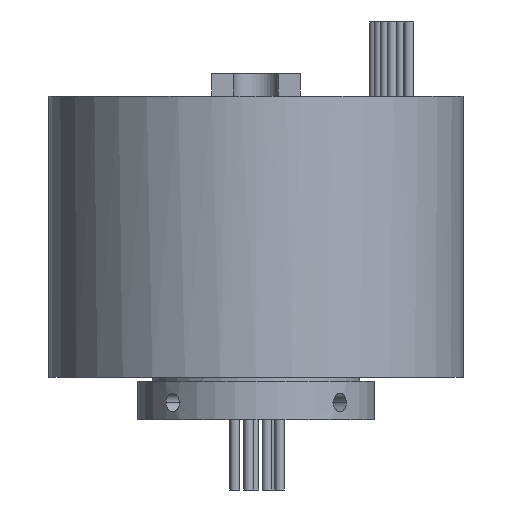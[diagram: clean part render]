
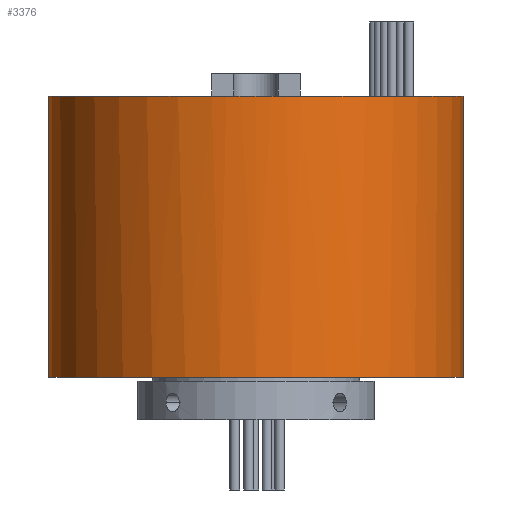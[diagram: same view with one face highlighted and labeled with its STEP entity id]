
A CAD part, front view. The second image highlights one B-rep face of the part: STEP entity #3376.
In plain terms, the highlighted cylindrical face has radius 28 mm (diameter 56 mm), a partial arc.
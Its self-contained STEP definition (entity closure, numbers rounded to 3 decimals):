
#6 = CIRCLE ( 'NONE', #2221, 28. ) ;
#14 = VECTOR ( 'NONE', #4226, 1000. ) ;
#204 = EDGE_LOOP ( 'NONE', ( #4105, #603, #869, #1410, #605, #2859, #1983 ) ) ;
#397 = EDGE_CURVE ( 'NONE', #1515, #2760, #1438, .T. ) ;
#401 = DIRECTION ( 'NONE',  ( 0., 0., 1. ) ) ;
#462 = CARTESIAN_POINT ( 'NONE',  ( -28., 0., 5.7 ) ) ;
#493 = DIRECTION ( 'NONE',  ( 0., 0., 1. ) ) ;
#538 = AXIS2_PLACEMENT_3D ( 'NONE', #1942, #4444, #2298 ) ;
#603 = ORIENTED_EDGE ( 'NONE', *, *, #682, .F. ) ;
#605 = ORIENTED_EDGE ( 'NONE', *, *, #2318, .F. ) ;
#637 = CARTESIAN_POINT ( 'NONE',  ( -28., 0., 43.7 ) ) ;
#682 = EDGE_CURVE ( 'NONE', #1853, #1515, #3683, .T. ) ;
#775 = DIRECTION ( 'NONE',  ( -1., 0., 0. ) ) ;
#851 = AXIS2_PLACEMENT_3D ( 'NONE', #3690, #1550, #4042 ) ;
#858 = VERTEX_POINT ( 'NONE', #4211 ) ;
#869 = ORIENTED_EDGE ( 'NONE', *, *, #2127, .F. ) ;
#895 = LINE ( 'NONE', #637, #14 ) ;
#1175 = VERTEX_POINT ( 'NONE', #462 ) ;
#1410 = ORIENTED_EDGE ( 'NONE', *, *, #2158, .F. ) ;
#1438 = LINE ( 'NONE', #1658, #4413 ) ;
#1490 = CARTESIAN_POINT ( 'NONE',  ( 0., 0., 43.7 ) ) ;
#1515 = VERTEX_POINT ( 'NONE', #3669 ) ;
#1547 = DIRECTION ( 'NONE',  ( 0., 0., -1. ) ) ;
#1550 = DIRECTION ( 'NONE',  ( 0., 0., 1. ) ) ;
#1658 = CARTESIAN_POINT ( 'NONE',  ( 28., 0., 43.7 ) ) ;
#1670 = DIRECTION ( 'NONE',  ( 0., 0., -1. ) ) ;
#1767 = CYLINDRICAL_SURFACE ( 'NONE', #2252, 28. ) ;
#1852 = DIRECTION ( 'NONE',  ( 1., 0., 0. ) ) ;
#1853 = VERTEX_POINT ( 'NONE', #4437 ) ;
#1942 = CARTESIAN_POINT ( 'NONE',  ( 0., 0., 43.7 ) ) ;
#1964 = CIRCLE ( 'NONE', #3447, 28. ) ;
#1983 = ORIENTED_EDGE ( 'NONE', *, *, #2328, .T. ) ;
#2018 = VERTEX_POINT ( 'NONE', #2892 ) ;
#2127 = EDGE_CURVE ( 'NONE', #2413, #1853, #3156, .T. ) ;
#2158 = EDGE_CURVE ( 'NONE', #2018, #2413, #2515, .T. ) ;
#2221 = AXIS2_PLACEMENT_3D ( 'NONE', #2569, #401, #2935 ) ;
#2252 = AXIS2_PLACEMENT_3D ( 'NONE', #2971, #1547, #775 ) ;
#2298 = DIRECTION ( 'NONE',  ( 1., 0., 0. ) ) ;
#2318 = EDGE_CURVE ( 'NONE', #858, #2018, #1964, .T. ) ;
#2328 = EDGE_CURVE ( 'NONE', #1175, #2760, #6, .T. ) ;
#2413 = VERTEX_POINT ( 'NONE', #2969 ) ;
#2515 = CIRCLE ( 'NONE', #538, 28. ) ;
#2569 = CARTESIAN_POINT ( 'NONE',  ( 0., 0., 5.7 ) ) ;
#2760 = VERTEX_POINT ( 'NONE', #4571 ) ;
#2859 = ORIENTED_EDGE ( 'NONE', *, *, #4168, .T. ) ;
#2892 = CARTESIAN_POINT ( 'NONE',  ( -6., -27.35, 43.7 ) ) ;
#2935 = DIRECTION ( 'NONE',  ( 1., 0., 0. ) ) ;
#2969 = CARTESIAN_POINT ( 'NONE',  ( 0., -28., 43.7 ) ) ;
#2971 = CARTESIAN_POINT ( 'NONE',  ( 0., 0., 43.7 ) ) ;
#3156 = CIRCLE ( 'NONE', #851, 28. ) ;
#3255 = AXIS2_PLACEMENT_3D ( 'NONE', #3740, #493, #3719 ) ;
#3376 = ADVANCED_FACE ( 'NONE', ( #3671 ), #1767, .T. ) ;
#3447 = AXIS2_PLACEMENT_3D ( 'NONE', #1490, #3986, #1852 ) ;
#3669 = CARTESIAN_POINT ( 'NONE',  ( 28., 0., 43.7 ) ) ;
#3671 = FACE_OUTER_BOUND ( 'NONE', #204, .T. ) ;
#3683 = CIRCLE ( 'NONE', #3255, 28. ) ;
#3690 = CARTESIAN_POINT ( 'NONE',  ( 0., 0., 43.7 ) ) ;
#3719 = DIRECTION ( 'NONE',  ( 1., 0., 0. ) ) ;
#3740 = CARTESIAN_POINT ( 'NONE',  ( 0., 0., 43.7 ) ) ;
#3986 = DIRECTION ( 'NONE',  ( 0., 0., 1. ) ) ;
#4042 = DIRECTION ( 'NONE',  ( 1., 0., 0. ) ) ;
#4105 = ORIENTED_EDGE ( 'NONE', *, *, #397, .F. ) ;
#4168 = EDGE_CURVE ( 'NONE', #858, #1175, #895, .T. ) ;
#4211 = CARTESIAN_POINT ( 'NONE',  ( -28., 0., 43.7 ) ) ;
#4226 = DIRECTION ( 'NONE',  ( 0., 0., -1. ) ) ;
#4413 = VECTOR ( 'NONE', #1670, 1000. ) ;
#4437 = CARTESIAN_POINT ( 'NONE',  ( 6., -27.35, 43.7 ) ) ;
#4444 = DIRECTION ( 'NONE',  ( 0., 0., 1. ) ) ;
#4571 = CARTESIAN_POINT ( 'NONE',  ( 28., 0., 5.7 ) ) ;
